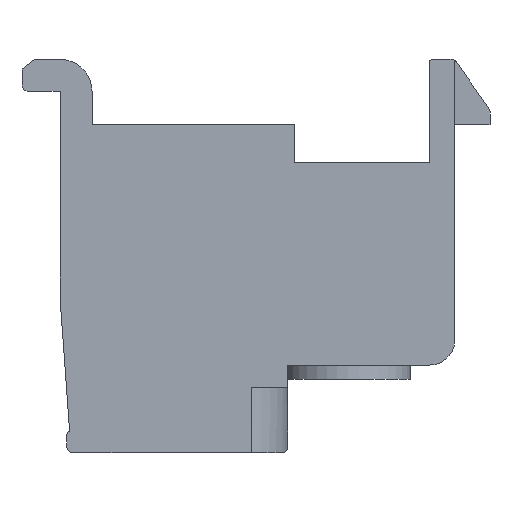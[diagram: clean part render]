
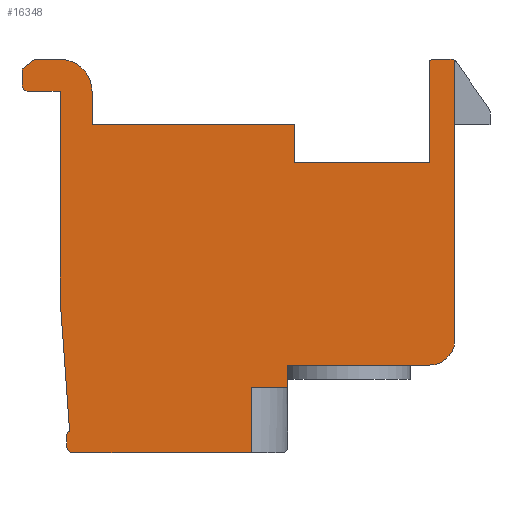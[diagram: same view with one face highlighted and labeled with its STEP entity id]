
A CAD part, front view. The second image highlights one B-rep face of the part: STEP entity #16348.
In plain terms, the highlighted planar face has unit normal (0, -1, 0).
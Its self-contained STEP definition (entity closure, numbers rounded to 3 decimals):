
#1=CARTESIAN_POINT('',(5.45,0.,-2.625));
#2=DIRECTION('',(0.,1.,0.));
#3=DIRECTION('',(1.,0.,0.));
#4=AXIS2_PLACEMENT_3D('',#1,#2,#3);
#6=DIRECTION('',(-1.,0.,0.));
#7=VECTOR('',#6,4.45);
#8=CARTESIAN_POINT('',(5.45,0.,-3.425));
#9=LINE('',#8,#7);
#10=DIRECTION('',(0.,0.,-1.));
#11=VECTOR('',#10,0.7);
#12=CARTESIAN_POINT('',(1.,0.,-3.425));
#13=LINE('',#12,#11);
#14=DIRECTION('',(1.,0.,0.));
#15=VECTOR('',#14,1.15);
#16=CARTESIAN_POINT('',(-0.15,0.,-4.125));
#17=LINE('',#16,#15);
#18=DIRECTION('',(0.,0.,1.));
#19=VECTOR('',#18,2.05);
#20=CARTESIAN_POINT('',(-0.15,0.,-6.175));
#21=LINE('',#20,#19);
#22=DIRECTION('',(-1.,0.,0.));
#23=VECTOR('',#22,5.6);
#24=CARTESIAN_POINT('',(-0.15,0.,-6.175));
#25=LINE('',#24,#23);
#26=CARTESIAN_POINT('',(-5.75,0.,-5.975));
#27=DIRECTION('',(0.,1.,0.));
#28=DIRECTION('',(0.,0.,-1.));
#29=AXIS2_PLACEMENT_3D('',#26,#27,#28);
#31=DIRECTION('',(0.,0.,1.));
#32=VECTOR('',#31,0.3);
#33=CARTESIAN_POINT('',(-5.95,0.,-5.975));
#34=LINE('',#33,#32);
#35=CARTESIAN_POINT('',(-5.75,0.,-5.675));
#36=DIRECTION('',(0.,1.,0.));
#37=DIRECTION('',(-1.,0.,0.));
#38=AXIS2_PLACEMENT_3D('',#35,#36,#37);
#40=DIRECTION('',(-0.072,0.,0.997));
#41=VECTOR('',#40,4.13);
#42=CARTESIAN_POINT('',(-5.854,0.,-5.504));
#43=LINE('',#42,#41);
#44=DIRECTION('',(0.,0.,1.));
#45=VECTOR('',#44,6.56);
#46=CARTESIAN_POINT('',(-6.15,0.,-1.385));
#47=LINE('',#46,#45);
#48=DIRECTION('',(-1.,0.,0.));
#49=VECTOR('',#48,1.);
#50=CARTESIAN_POINT('',(-6.15,0.,5.175));
#51=LINE('',#50,#49);
#52=CARTESIAN_POINT('',(-7.15,0.,5.375));
#53=DIRECTION('',(0.,1.,0.));
#54=DIRECTION('',(0.,0.,-1.));
#55=AXIS2_PLACEMENT_3D('',#52,#53,#54);
#57=DIRECTION('',(0.,0.,1.));
#58=VECTOR('',#57,0.5);
#59=CARTESIAN_POINT('',(-7.35,0.,5.375));
#60=LINE('',#59,#58);
#61=DIRECTION('',(0.785,0.,0.619));
#62=VECTOR('',#61,0.485);
#63=CARTESIAN_POINT('',(-7.35,0.,5.875));
#64=LINE('',#63,#62);
#65=DIRECTION('',(1.,0.,0.));
#66=VECTOR('',#65,0.819);
#67=CARTESIAN_POINT('',(-6.969,0.,6.175));
#68=LINE('',#67,#66);
#69=CARTESIAN_POINT('',(-6.15,0.,5.175));
#70=DIRECTION('',(0.,1.,0.));
#71=DIRECTION('',(0.,0.,1.));
#72=AXIS2_PLACEMENT_3D('',#69,#70,#71);
#74=DIRECTION('',(0.,0.,-1.));
#75=VECTOR('',#74,1.05);
#76=CARTESIAN_POINT('',(-5.15,0.,5.175));
#77=LINE('',#76,#75);
#78=DIRECTION('',(1.,0.,0.));
#79=VECTOR('',#78,6.35);
#80=CARTESIAN_POINT('',(-5.15,0.,4.125));
#81=LINE('',#80,#79);
#82=DIRECTION('',(0.,0.,-1.));
#83=VECTOR('',#82,1.2);
#84=CARTESIAN_POINT('',(1.2,0.,4.125));
#85=LINE('',#84,#83);
#86=DIRECTION('',(1.,0.,0.));
#87=VECTOR('',#86,4.25);
#88=CARTESIAN_POINT('',(1.2,0.,2.925));
#89=LINE('',#88,#87);
#90=DIRECTION('',(0.,0.,1.));
#91=VECTOR('',#90,3.213);
#92=CARTESIAN_POINT('',(5.45,0.,2.925));
#93=LINE('',#92,#91);
#94=CARTESIAN_POINT('',(5.565,0.,5.975));
#95=DIRECTION('',(0.,1.,0.));
#96=DIRECTION('',(-0.577,0.,0.816));
#97=AXIS2_PLACEMENT_3D('',#94,#95,#96);
#99=DIRECTION('',(1.,0.,0.));
#100=VECTOR('',#99,0.626);
#101=CARTESIAN_POINT('',(5.565,0.,6.175));
#102=LINE('',#101,#100);
#103=CARTESIAN_POINT('',(6.127,0.,5.986));
#104=DIRECTION('',(0.,1.,0.));
#105=DIRECTION('',(0.32,0.,0.947));
#106=AXIS2_PLACEMENT_3D('',#103,#104,#105);
#116=DIRECTION('',(0.,0.,1.));
#117=VECTOR('',#116,8.768);
#118=CARTESIAN_POINT('',(6.25,0.,-2.625));
#119=LINE('',#118,#117);
#12468=CARTESIAN_POINT('',(6.25,0.,-2.625));
#12469=CARTESIAN_POINT('',(5.45,0.,-3.425));
#12470=VERTEX_POINT('',#12468);
#12471=VERTEX_POINT('',#12469);
#12472=CARTESIAN_POINT('',(1.,0.,-3.425));
#12473=VERTEX_POINT('',#12472);
#12474=CARTESIAN_POINT('',(-5.75,0.,-6.175));
#12475=CARTESIAN_POINT('',(-5.95,0.,-5.975));
#12476=VERTEX_POINT('',#12474);
#12477=VERTEX_POINT('',#12475);
#12478=CARTESIAN_POINT('',(-5.95,0.,-5.675));
#12479=VERTEX_POINT('',#12478);
#12480=CARTESIAN_POINT('',(-5.854,0.,-5.504));
#12481=VERTEX_POINT('',#12480);
#12482=CARTESIAN_POINT('',(-6.15,0.,-1.385));
#12483=VERTEX_POINT('',#12482);
#12484=CARTESIAN_POINT('',(-6.15,0.,5.175));
#12485=VERTEX_POINT('',#12484);
#12486=CARTESIAN_POINT('',(-7.15,0.,5.175));
#12487=VERTEX_POINT('',#12486);
#12488=CARTESIAN_POINT('',(-7.35,0.,5.375));
#12489=VERTEX_POINT('',#12488);
#12490=CARTESIAN_POINT('',(-7.35,0.,5.875));
#12491=VERTEX_POINT('',#12490);
#12492=CARTESIAN_POINT('',(-6.969,0.,6.175));
#12493=VERTEX_POINT('',#12492);
#12494=CARTESIAN_POINT('',(-6.15,0.,6.175));
#12495=VERTEX_POINT('',#12494);
#12496=CARTESIAN_POINT('',(-5.15,0.,5.175));
#12497=VERTEX_POINT('',#12496);
#12498=CARTESIAN_POINT('',(-5.15,0.,4.125));
#12499=VERTEX_POINT('',#12498);
#12500=CARTESIAN_POINT('',(1.2,0.,4.125));
#12501=VERTEX_POINT('',#12500);
#12502=CARTESIAN_POINT('',(1.2,0.,2.925));
#12503=VERTEX_POINT('',#12502);
#12504=CARTESIAN_POINT('',(5.45,0.,2.925));
#12505=VERTEX_POINT('',#12504);
#12506=CARTESIAN_POINT('',(5.45,0.,6.138));
#12507=VERTEX_POINT('',#12506);
#12508=CARTESIAN_POINT('',(5.565,0.,6.175));
#12509=VERTEX_POINT('',#12508);
#12510=CARTESIAN_POINT('',(6.191,0.,6.175));
#12511=VERTEX_POINT('',#12510);
#13112=CARTESIAN_POINT('',(-0.15,0.,-6.175));
#13113=CARTESIAN_POINT('',(-0.15,0.,-4.125));
#13114=VERTEX_POINT('',#13112);
#13115=VERTEX_POINT('',#13113);
#13116=CARTESIAN_POINT('',(1.,0.,-4.125));
#13117=VERTEX_POINT('',#13116);
#13136=CARTESIAN_POINT('',(6.25,0.,6.143));
#13138=VERTEX_POINT('',#13136);
#16289=CARTESIAN_POINT('',(0.,0.,0.));
#16290=DIRECTION('',(0.,1.,0.));
#16291=DIRECTION('',(1.,0.,0.));
#16292=AXIS2_PLACEMENT_3D('',#16289,#16290,#16291);
#16293=PLANE('',#16292);
#16295=ORIENTED_EDGE('',*,*,#16294,.F.);
#16297=ORIENTED_EDGE('',*,*,#16296,.T.);
#16299=ORIENTED_EDGE('',*,*,#16298,.T.);
#16301=ORIENTED_EDGE('',*,*,#16300,.T.);
#16303=ORIENTED_EDGE('',*,*,#16302,.F.);
#16305=ORIENTED_EDGE('',*,*,#16304,.F.);
#16307=ORIENTED_EDGE('',*,*,#16306,.T.);
#16309=ORIENTED_EDGE('',*,*,#16308,.T.);
#16311=ORIENTED_EDGE('',*,*,#16310,.T.);
#16313=ORIENTED_EDGE('',*,*,#16312,.T.);
#16315=ORIENTED_EDGE('',*,*,#16314,.T.);
#16317=ORIENTED_EDGE('',*,*,#16316,.T.);
#16319=ORIENTED_EDGE('',*,*,#16318,.T.);
#16321=ORIENTED_EDGE('',*,*,#16320,.T.);
#16323=ORIENTED_EDGE('',*,*,#16322,.T.);
#16325=ORIENTED_EDGE('',*,*,#16324,.T.);
#16327=ORIENTED_EDGE('',*,*,#16326,.T.);
#16329=ORIENTED_EDGE('',*,*,#16328,.T.);
#16331=ORIENTED_EDGE('',*,*,#16330,.T.);
#16333=ORIENTED_EDGE('',*,*,#16332,.T.);
#16335=ORIENTED_EDGE('',*,*,#16334,.T.);
#16337=ORIENTED_EDGE('',*,*,#16336,.T.);
#16339=ORIENTED_EDGE('',*,*,#16338,.T.);
#16341=ORIENTED_EDGE('',*,*,#16340,.T.);
#16343=ORIENTED_EDGE('',*,*,#16342,.T.);
#16345=ORIENTED_EDGE('',*,*,#16344,.T.);
#16346=EDGE_LOOP('',(#16295,#16297,#16299,#16301,#16303,#16305,#16307,#16309,
#16311,#16313,#16315,#16317,#16319,#16321,#16323,#16325,#16327,#16329,#16331,
#16333,#16335,#16337,#16339,#16341,#16343,#16345));
#16347=FACE_OUTER_BOUND('',#16346,.F.);
#16348=ADVANCED_FACE('',(#16347),#16293,.F.);
#5=CIRCLE('',#4,0.8);
#30=CIRCLE('',#29,0.2);
#39=CIRCLE('',#38,0.2);
#56=CIRCLE('',#55,0.2);
#73=CIRCLE('',#72,1.);
#98=CIRCLE('',#97,0.2);
#107=CIRCLE('',#106,0.2);
#16294=EDGE_CURVE('',#12470,#13138,#119,.T.);
#16296=EDGE_CURVE('',#12470,#12471,#5,.T.);
#16298=EDGE_CURVE('',#12471,#12473,#9,.T.);
#16300=EDGE_CURVE('',#12473,#13117,#13,.T.);
#16302=EDGE_CURVE('',#13115,#13117,#17,.T.);
#16304=EDGE_CURVE('',#13114,#13115,#21,.T.);
#16306=EDGE_CURVE('',#13114,#12476,#25,.T.);
#16308=EDGE_CURVE('',#12476,#12477,#30,.T.);
#16310=EDGE_CURVE('',#12477,#12479,#34,.T.);
#16312=EDGE_CURVE('',#12479,#12481,#39,.T.);
#16314=EDGE_CURVE('',#12481,#12483,#43,.T.);
#16316=EDGE_CURVE('',#12483,#12485,#47,.T.);
#16318=EDGE_CURVE('',#12485,#12487,#51,.T.);
#16320=EDGE_CURVE('',#12487,#12489,#56,.T.);
#16322=EDGE_CURVE('',#12489,#12491,#60,.T.);
#16324=EDGE_CURVE('',#12491,#12493,#64,.T.);
#16326=EDGE_CURVE('',#12493,#12495,#68,.T.);
#16328=EDGE_CURVE('',#12495,#12497,#73,.T.);
#16330=EDGE_CURVE('',#12497,#12499,#77,.T.);
#16332=EDGE_CURVE('',#12499,#12501,#81,.T.);
#16334=EDGE_CURVE('',#12501,#12503,#85,.T.);
#16336=EDGE_CURVE('',#12503,#12505,#89,.T.);
#16338=EDGE_CURVE('',#12505,#12507,#93,.T.);
#16340=EDGE_CURVE('',#12507,#12509,#98,.T.);
#16342=EDGE_CURVE('',#12509,#12511,#102,.T.);
#16344=EDGE_CURVE('',#12511,#13138,#107,.T.);
